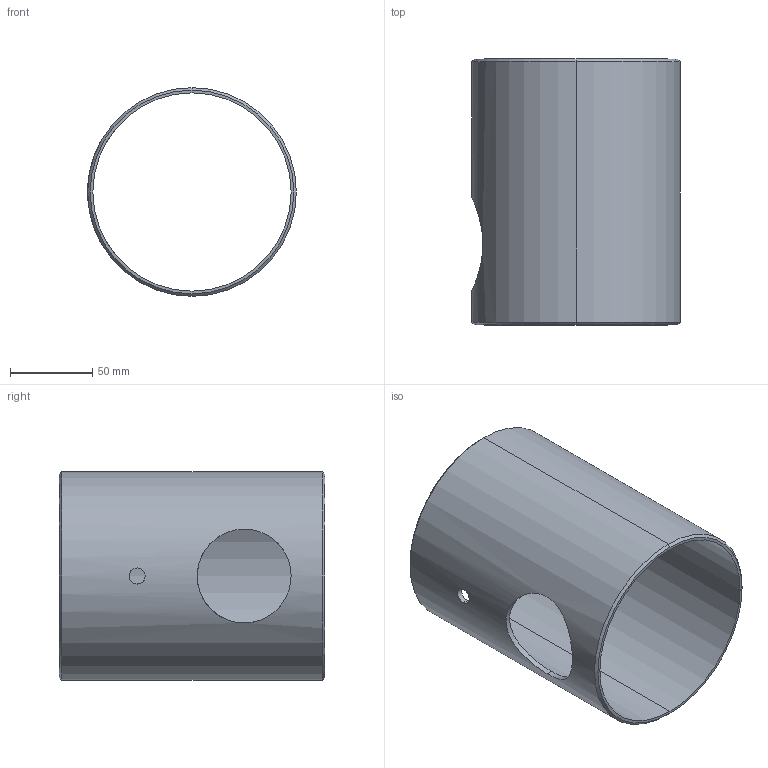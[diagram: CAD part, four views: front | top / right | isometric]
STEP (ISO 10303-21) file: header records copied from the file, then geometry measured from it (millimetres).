
FILE_DESCRIPTION (( 'STEP AP203' ), '1' );
FILE_NAME ('Outer cylinder.STEP', '2024-03-12T17:36:56', ( '' ), ( '' ), 'SwSTEP 2.0', 'SolidWorks 2023', '' );
FILE_SCHEMA (( 'CONFIG_CONTROL_DESIGN' ));
Length unit declared in the file: inch
Products named in the file (1): Outer cylinder
Bounding box: 127 x 161.8 x 127 mm (x, y, z)
Volume: 190296.3 mm3; surface area: 122904.6 mm2
Topology: 1 solids, 1 shells, 14 faces, 32 edges, 20 vertices
Faces by surface type: cylinder 8, cone 4, plane 2
Entity records: 872 total; most frequent: CARTESIAN_POINT 468, DIRECTION 66, ORIENTED_EDGE 64, EDGE_CURVE 32, AXIS2_PLACEMENT_3D 27, EDGE_LOOP 20, VERTEX_POINT 20, ADVANCED_FACE 14
